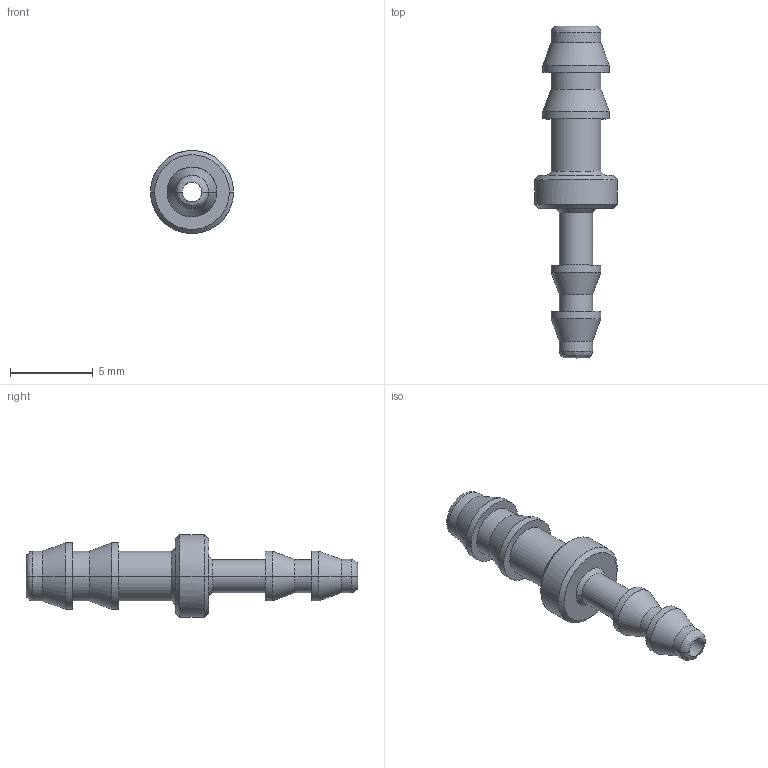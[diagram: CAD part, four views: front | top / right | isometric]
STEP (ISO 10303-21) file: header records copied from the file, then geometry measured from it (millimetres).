
FILE_DESCRIPTION (( 'STEP AP214' ), '1' );
FILE_NAME ('DRF.SP0302.STEP', '2018-09-06T06:40:04', ( '' ), ( '' ), 'SwSTEP 2.0', 'SolidWorks 2018', '' );
FILE_SCHEMA (( 'AUTOMOTIVE_DESIGN' ));
Length unit declared in the file: millimetre
Products named in the file (1): DRF.SP0302
Bounding box: 5 x 20 x 4.99 mm (x, y, z)
Volume: 127.9 mm3; surface area: 311.7 mm2
Topology: 1 solids, 1 shells, 51 faces, 102 edges, 58 vertices
Faces by surface type: bspline 51
Entity records: 1747 total; most frequent: CARTESIAN_POINT 1117, ORIENTED_EDGE 204, EDGE_CURVE 102, EDGE_LOOP 58, VERTEX_POINT 58, ADVANCED_FACE 51, B_SPLINE_CURVE_WITH_KNOTS 51, FACE_OUTER_BOUND 51
